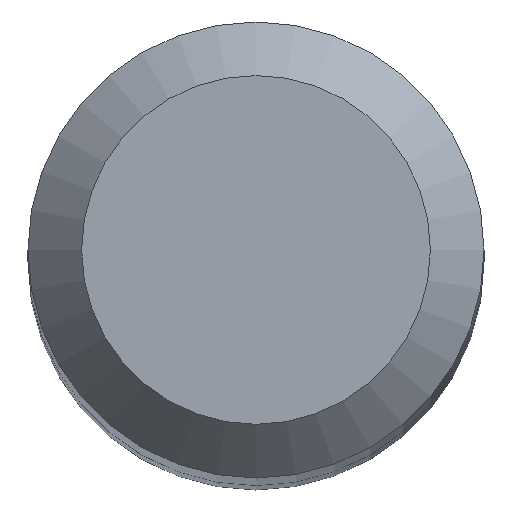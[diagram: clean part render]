
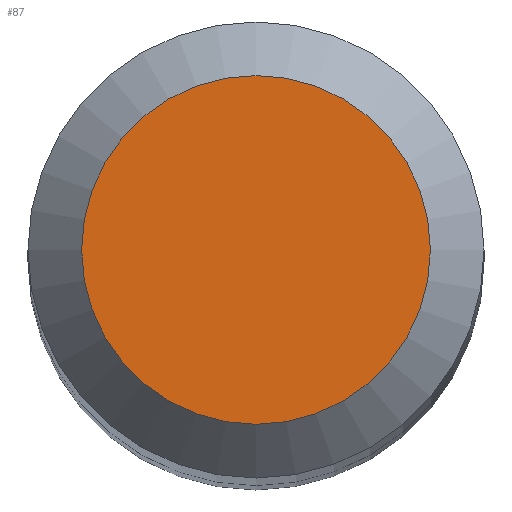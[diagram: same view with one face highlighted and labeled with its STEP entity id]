
A CAD part, top view. The second image highlights one B-rep face of the part: STEP entity #87.
In plain terms, the highlighted planar face has unit normal (0, 0, 1).
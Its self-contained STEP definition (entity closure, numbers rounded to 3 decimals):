
#4 = DIRECTION ( 'NONE',  ( 0., 0., -1. ) ) ;
#12 = DIRECTION ( 'NONE',  ( 0., 1., 0. ) ) ;
#21 = DIRECTION ( 'NONE',  ( 0., 1., 0. ) ) ;
#33 = EDGE_CURVE ( 'NONE', #146, #146, #107, .T. ) ;
#52 = AXIS2_PLACEMENT_3D ( 'NONE', #75, #126, #12 ) ;
#75 = CARTESIAN_POINT ( 'NONE',  ( 0., 0., 52. ) ) ;
#87 = ADVANCED_FACE ( 'NONE', ( #95 ), #141, .F. ) ;
#92 = AXIS2_PLACEMENT_3D ( 'NONE', #131, #4, #21 ) ;
#95 = FACE_OUTER_BOUND ( 'NONE', #156, .T. ) ;
#107 = CIRCLE ( 'NONE', #52, 1.3 ) ;
#126 = DIRECTION ( 'NONE',  ( 0., 0., -1. ) ) ;
#131 = CARTESIAN_POINT ( 'NONE',  ( 0., 0., 52. ) ) ;
#141 = PLANE ( 'NONE',  #92 ) ;
#146 = VERTEX_POINT ( 'NONE', #178 ) ;
#156 = EDGE_LOOP ( 'NONE', ( #203 ) ) ;
#178 = CARTESIAN_POINT ( 'NONE',  ( 0., 1.3, 52. ) ) ;
#203 = ORIENTED_EDGE ( 'NONE', *, *, #33, .F. ) ;
